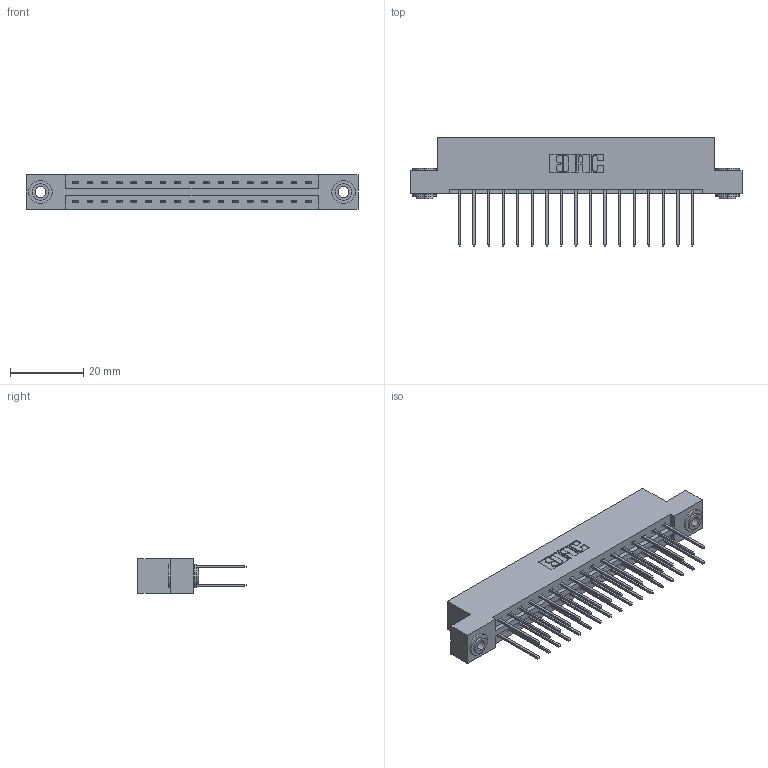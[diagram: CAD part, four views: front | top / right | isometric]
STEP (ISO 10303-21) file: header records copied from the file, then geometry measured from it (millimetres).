
FILE_DESCRIPTION (( 'STEP AP203' ), '1' );
FILE_NAME ('387-034-540-203.STEP', '2018-09-18T12:33:10', ( '' ), ( '' ), 'SwSTEP 2.0', 'SolidWorks 2016', '' );
FILE_SCHEMA (( 'CONFIG_CONTROL_DESIGN' ));
Length unit declared in the file: inch
Products named in the file (4): 337 Part_Flush Mounting Lugs - 0.156 Dia-TH; 345-292-001_345-293-140; 345-250-002_345-250-002-102; 387-034-540-203
Assembly tree (37 placements, depth 2):
  387-034-540-203
    337 Part_Flush Mounting Lugs - 0.156 Dia-TH
    345-292-001_345-293-140  x34
    345-250-002_345-250-002-102  x2
Bounding box: 90.37 x 29.47 x 9.4 mm (x, y, z)
Volume: 9339.8 mm3; surface area: 11177.3 mm2
Topology: 37 solids, 37 shells, 1988 faces, 5861 edges, 3858 vertices
Faces by surface type: plane 1372, cylinder 608, cone 8
Entity records: 17082 total; most frequent: CARTESIAN_POINT 2873, ORIENTED_EDGE 2802, DIRECTION 2523, EDGE_CURVE 1401, LINE 1249, VECTOR 1249, VERTEX_POINT 930, AXIS2_PLACEMENT_3D 637
